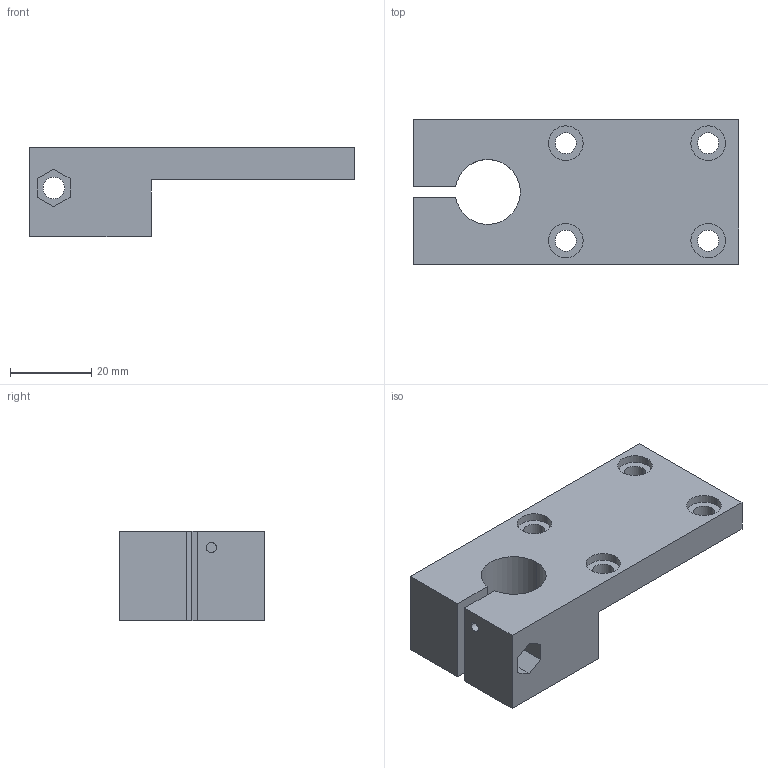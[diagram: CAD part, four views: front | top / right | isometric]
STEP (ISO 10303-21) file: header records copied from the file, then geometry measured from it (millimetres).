
FILE_DESCRIPTION (( 'STEP AP214' ), '1' );
FILE_NAME ('Rod Support .STEP', '2019-07-07T22:47:39', ( '' ), ( '' ), 'SwSTEP 2.0', 'SolidWorks 2018', '' );
FILE_SCHEMA (( 'AUTOMOTIVE_DESIGN' ));
Length unit declared in the file: millimetre
Products named in the file (1): Rod Support 
Bounding box: 80 x 35.5 x 22 mm (x, y, z)
Volume: 30447.4 mm3; surface area: 11450.7 mm2
Topology: 1 solids, 1 shells, 50 faces, 123 edges, 82 vertices
Faces by surface type: cylinder 26, plane 24
Entity records: 1557 total; most frequent: DIRECTION 277, CARTESIAN_POINT 256, ORIENTED_EDGE 246, EDGE_CURVE 123, AXIS2_PLACEMENT_3D 103, VERTEX_POINT 82, LINE 71, VECTOR 71
